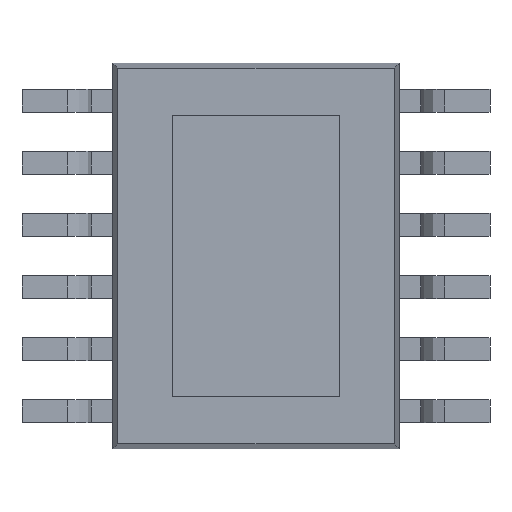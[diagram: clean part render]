
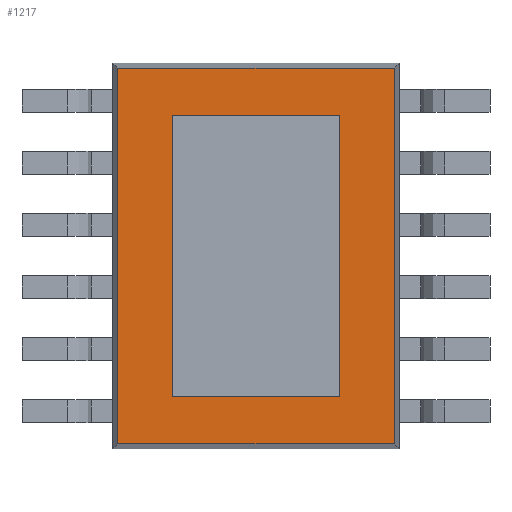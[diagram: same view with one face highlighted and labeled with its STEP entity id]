
A CAD part, front view. The second image highlights one B-rep face of the part: STEP entity #1217.
In plain terms, the highlighted planar face has unit normal (0, -1, 0).
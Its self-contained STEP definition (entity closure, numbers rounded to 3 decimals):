
#1075 = VERTEX_POINT('',#1076);
#1076 = CARTESIAN_POINT('',(1.448,0.11,1.967));
#1082 = EDGE_CURVE('',#1075,#1083,#1085,.T.);
#1083 = VERTEX_POINT('',#1084);
#1084 = CARTESIAN_POINT('',(1.448,0.11,-1.967));
#1085 = LINE('',#1086,#1087);
#1086 = CARTESIAN_POINT('',(1.448,0.11,5.179));
#1087 = VECTOR('',#1088,1.);
#1088 = DIRECTION('',(0.,0.,-1.));
#1198 = EDGE_CURVE('',#1083,#1199,#1201,.T.);
#1199 = VERTEX_POINT('',#1200);
#1200 = CARTESIAN_POINT('',(-1.448,0.11,-1.967));
#1201 = LINE('',#1202,#1203);
#1202 = CARTESIAN_POINT('',(5.179,0.11,-1.967));
#1203 = VECTOR('',#1204,1.);
#1204 = DIRECTION('',(-1.,0.,0.));
#1217 = ADVANCED_FACE('',(#1218),#1236,.F.);
#1218 = FACE_BOUND('',#1219,.F.);
#1219 = EDGE_LOOP('',(#1220,#1228,#1229,#1230));
#1220 = ORIENTED_EDGE('',*,*,#1221,.F.);
#1221 = EDGE_CURVE('',#1075,#1222,#1224,.T.);
#1222 = VERTEX_POINT('',#1223);
#1223 = CARTESIAN_POINT('',(-1.448,0.11,1.967));
#1224 = LINE('',#1225,#1226);
#1225 = CARTESIAN_POINT('',(5.179,0.11,1.967));
#1226 = VECTOR('',#1227,1.);
#1227 = DIRECTION('',(-1.,0.,0.));
#1228 = ORIENTED_EDGE('',*,*,#1082,.T.);
#1229 = ORIENTED_EDGE('',*,*,#1198,.T.);
#1230 = ORIENTED_EDGE('',*,*,#1231,.F.);
#1231 = EDGE_CURVE('',#1222,#1199,#1232,.T.);
#1232 = LINE('',#1233,#1234);
#1233 = CARTESIAN_POINT('',(-1.448,0.11,5.179));
#1234 = VECTOR('',#1235,1.);
#1235 = DIRECTION('',(0.,0.,-1.));
#1236 = PLANE('',#1237);
#1237 = AXIS2_PLACEMENT_3D('',#1238,#1239,#1240);
#1238 = CARTESIAN_POINT('',(0.,0.11,0.
    ));
#1239 = DIRECTION('',(0.,1.,0.));
#1240 = DIRECTION('',(0.,0.,1.));
